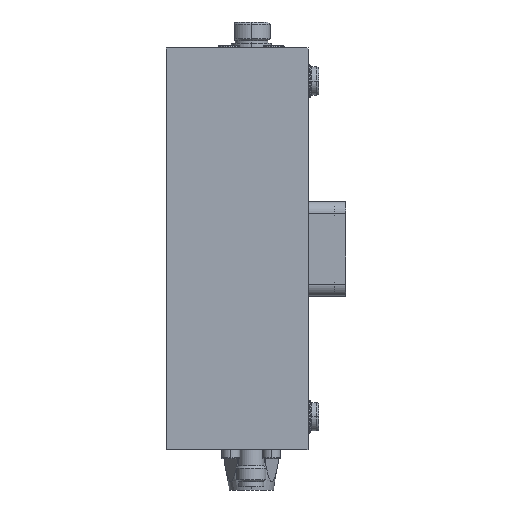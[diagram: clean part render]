
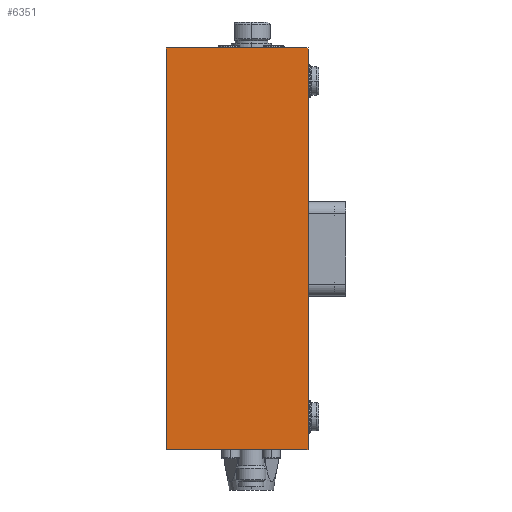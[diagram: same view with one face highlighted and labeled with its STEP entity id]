
A CAD part, left-side view. The second image highlights one B-rep face of the part: STEP entity #6351.
In plain terms, the highlighted planar face has unit normal (-1, 0, 0).
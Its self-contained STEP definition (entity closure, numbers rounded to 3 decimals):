
#2850 = EDGE_CURVE ( 'NONE', #2889, #2868, #19778, .T. ) ;
#2868 = VERTEX_POINT ( 'NONE', #19813 ) ;
#2889 = VERTEX_POINT ( 'NONE', #19840 ) ;
#6311 = ORIENTED_EDGE ( 'NONE', *, *, #6324, .F. ) ;
#6315 = VERTEX_POINT ( 'NONE', #27188 ) ;
#6317 = EDGE_LOOP ( 'NONE', ( #6329, #6448, #6311, #6326 ) ) ;
#6324 = EDGE_CURVE ( 'NONE', #2889, #6328, #27209, .T. ) ;
#6326 = ORIENTED_EDGE ( 'NONE', *, *, #2850, .T. ) ;
#6328 = VERTEX_POINT ( 'NONE', #27204 ) ;
#6329 = ORIENTED_EDGE ( 'NONE', *, *, #6341, .T. ) ;
#6339 = EDGE_CURVE ( 'NONE', #6328, #6315, #27260, .T. ) ;
#6341 = EDGE_CURVE ( 'NONE', #2868, #6315, #27238, .T. ) ;
#6351 = ADVANCED_FACE ( 'NONE', ( #27281 ), #27280, .F. ) ;
#6448 = ORIENTED_EDGE ( 'NONE', *, *, #6339, .F. ) ;
#19773 = DIRECTION ( 'NONE',  ( 0., -1., 0. ) ) ;
#19774 = VECTOR ( 'NONE', #19773, 1000. ) ;
#19775 = CARTESIAN_POINT ( 'NONE',  ( -40., 30., -42.5 ) ) ;
#19778 = LINE ( 'NONE', #19775, #19774 ) ;
#19813 = CARTESIAN_POINT ( 'NONE',  ( -40., 0., -42.5 ) ) ;
#19840 = CARTESIAN_POINT ( 'NONE',  ( -40., 30., -42.5 ) ) ;
#27188 = CARTESIAN_POINT ( 'NONE',  ( -40., 0., 42.5 ) ) ;
#27204 = CARTESIAN_POINT ( 'NONE',  ( -40., 30., 42.5 ) ) ;
#27205 = DIRECTION ( 'NONE',  ( 0., 0., 1. ) ) ;
#27206 = VECTOR ( 'NONE', #27205, 1000. ) ;
#27207 = CARTESIAN_POINT ( 'NONE',  ( -40., 30., -42.5 ) ) ;
#27209 = LINE ( 'NONE', #27207, #27206 ) ;
#27236 = DIRECTION ( 'NONE',  ( 0., 0., 1. ) ) ;
#27237 = VECTOR ( 'NONE', #27236, 1000. ) ;
#27238 = LINE ( 'NONE', #27253, #27237 ) ;
#27246 = AXIS2_PLACEMENT_3D ( 'NONE', #27279, #27286, #27274 ) ;
#27247 = DIRECTION ( 'NONE',  ( 0., -1., 0. ) ) ;
#27248 = VECTOR ( 'NONE', #27247, 1000. ) ;
#27249 = CARTESIAN_POINT ( 'NONE',  ( -40., 30., 42.5 ) ) ;
#27253 = CARTESIAN_POINT ( 'NONE',  ( -40., 0., -42.5 ) ) ;
#27260 = LINE ( 'NONE', #27249, #27248 ) ;
#27274 = DIRECTION ( 'NONE',  ( 0., 0., -1. ) ) ;
#27279 = CARTESIAN_POINT ( 'NONE',  ( -40., 30., -42.5 ) ) ;
#27280 = PLANE ( 'NONE',  #27246 ) ;
#27281 = FACE_OUTER_BOUND ( 'NONE', #6317, .T. ) ;
#27286 = DIRECTION ( 'NONE',  ( 1., 0., 0. ) ) ;
